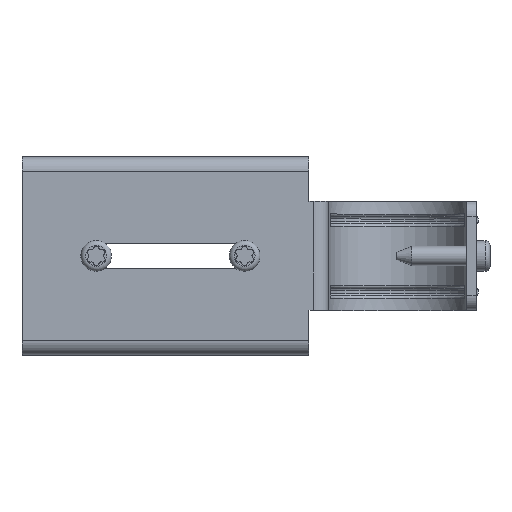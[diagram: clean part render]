
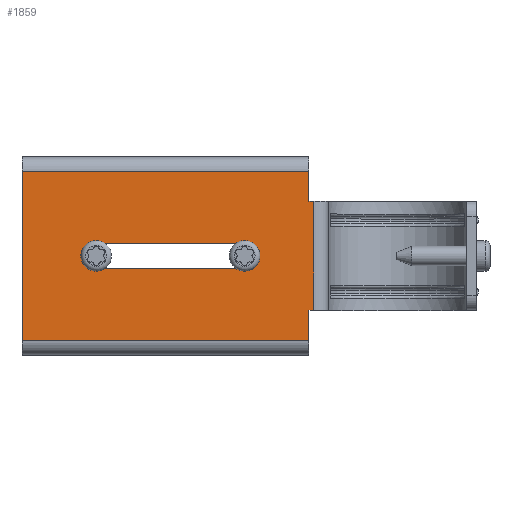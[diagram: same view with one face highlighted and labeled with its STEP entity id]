
A CAD part, top view. The second image highlights one B-rep face of the part: STEP entity #1859.
In plain terms, the highlighted face is planar.
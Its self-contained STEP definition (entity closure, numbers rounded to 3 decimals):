
#58=FACE_BOUND('',#393,.T.);
#64=CIRCLE('',#1933,2.6);
#66=CIRCLE('',#1937,2.6);
#286=FACE_OUTER_BOUND('',#392,.T.);
#392=EDGE_LOOP('',(#1543,#1544,#1545,#1546,#1547,#1548,#1549,#1550));
#393=EDGE_LOOP('',(#1551,#1552,#1553,#1554));
#432=LINE('',#2779,#584);
#436=LINE('',#2791,#588);
#470=LINE('',#3035,#622);
#477=LINE('',#3054,#629);
#484=LINE('',#3070,#636);
#485=LINE('',#3073,#637);
#498=LINE('',#3114,#650);
#528=LINE('',#3188,#680);
#529=LINE('',#3191,#681);
#530=LINE('',#3192,#682);
#584=VECTOR('',#2166,10.);
#588=VECTOR('',#2178,10.);
#622=VECTOR('',#2418,10.);
#629=VECTOR('',#2437,10.);
#636=VECTOR('',#2456,10.);
#637=VECTOR('',#2459,10.);
#650=VECTOR('',#2490,10.);
#680=VECTOR('',#2570,10.);
#681=VECTOR('',#2573,10.);
#682=VECTOR('',#2574,10.);
#736=VERTEX_POINT('',#2776);
#737=VERTEX_POINT('',#2778);
#739=VERTEX_POINT('',#2784);
#741=VERTEX_POINT('',#2790);
#811=VERTEX_POINT('',#3032);
#812=VERTEX_POINT('',#3034);
#817=VERTEX_POINT('',#3051);
#818=VERTEX_POINT('',#3053);
#822=VERTEX_POINT('',#3072);
#841=VERTEX_POINT('',#3112);
#860=VERTEX_POINT('',#3186);
#861=VERTEX_POINT('',#3190);
#919=EDGE_CURVE('',#737,#736,#432,.T.);
#922=EDGE_CURVE('',#739,#737,#64,.T.);
#925=EDGE_CURVE('',#741,#739,#436,.T.);
#928=EDGE_CURVE('',#736,#741,#66,.T.);
#1029=EDGE_CURVE('',#811,#812,#470,.T.);
#1039=EDGE_CURVE('',#817,#818,#477,.T.);
#1047=EDGE_CURVE('',#817,#812,#484,.T.);
#1048=EDGE_CURVE('',#818,#822,#485,.T.);
#1069=EDGE_CURVE('',#841,#811,#498,.T.);
#1106=EDGE_CURVE('',#860,#822,#528,.T.);
#1107=EDGE_CURVE('',#861,#860,#529,.T.);
#1108=EDGE_CURVE('',#861,#841,#530,.T.);
#1543=ORIENTED_EDGE('',*,*,#1107,.T.);
#1544=ORIENTED_EDGE('',*,*,#1106,.T.);
#1545=ORIENTED_EDGE('',*,*,#1048,.F.);
#1546=ORIENTED_EDGE('',*,*,#1039,.F.);
#1547=ORIENTED_EDGE('',*,*,#1047,.T.);
#1548=ORIENTED_EDGE('',*,*,#1029,.F.);
#1549=ORIENTED_EDGE('',*,*,#1069,.F.);
#1550=ORIENTED_EDGE('',*,*,#1108,.F.);
#1551=ORIENTED_EDGE('',*,*,#925,.T.);
#1552=ORIENTED_EDGE('',*,*,#922,.T.);
#1553=ORIENTED_EDGE('',*,*,#919,.T.);
#1554=ORIENTED_EDGE('',*,*,#928,.T.);
#1775=PLANE('',#2085);
#1859=ADVANCED_FACE('',(#286,#58),#1775,.T.);
#1933=AXIS2_PLACEMENT_3D('',#2785,#2172,#2173);
#1937=AXIS2_PLACEMENT_3D('',#2795,#2184,#2185);
#2085=AXIS2_PLACEMENT_3D('',#3189,#2571,#2572);
#2166=DIRECTION('',(1.,0.,0.));
#2172=DIRECTION('center_axis',(0.,1.,0.));
#2173=DIRECTION('ref_axis',(0.,0.,-1.));
#2178=DIRECTION('',(-1.,0.,0.));
#2184=DIRECTION('center_axis',(0.,1.,0.));
#2185=DIRECTION('ref_axis',(0.,0.,1.));
#2418=DIRECTION('',(1.,0.,0.));
#2437=DIRECTION('',(-1.,0.,0.));
#2456=DIRECTION('',(0.,0.,1.));
#2459=DIRECTION('',(0.,0.,-1.));
#2490=DIRECTION('',(0.,0.,-1.));
#2570=DIRECTION('',(1.,0.,0.));
#2571=DIRECTION('center_axis',(0.,-1.,0.));
#2572=DIRECTION('ref_axis',(0.,0.,-1.));
#2573=DIRECTION('',(0.,0.,-1.));
#2574=DIRECTION('',(1.,0.,0.));
#2776=CARTESIAN_POINT('',(45.,0.,2.6));
#2778=CARTESIAN_POINT('',(15.,0.,2.6));
#2779=CARTESIAN_POINT('',(7.5,0.,2.6));
#2784=CARTESIAN_POINT('',(15.,0.,-2.6));
#2785=CARTESIAN_POINT('Origin',(15.,0.,0.));
#2790=CARTESIAN_POINT('',(45.,0.,-2.6));
#2791=CARTESIAN_POINT('',(22.5,0.,-2.6));
#2795=CARTESIAN_POINT('Origin',(45.,0.,0.));
#3032=CARTESIAN_POINT('',(58.,0.,11.));
#3034=CARTESIAN_POINT('',(59.,0.,11.));
#3035=CARTESIAN_POINT('',(58.,0.,11.));
#3051=CARTESIAN_POINT('',(59.,0.,-11.));
#3053=CARTESIAN_POINT('',(58.,0.,-11.));
#3054=CARTESIAN_POINT('',(58.,0.,-11.));
#3070=CARTESIAN_POINT('',(59.,0.,0.));
#3072=CARTESIAN_POINT('',(58.,0.,-17.1));
#3073=CARTESIAN_POINT('',(58.,0.,17.1));
#3112=CARTESIAN_POINT('',(58.,0.,17.1));
#3114=CARTESIAN_POINT('',(58.,0.,17.1));
#3186=CARTESIAN_POINT('',(0.,0.,-17.1));
#3188=CARTESIAN_POINT('',(0.,0.,-17.1));
#3189=CARTESIAN_POINT('Origin',(0.,0.,17.1));
#3190=CARTESIAN_POINT('',(0.,0.,17.1));
#3191=CARTESIAN_POINT('',(0.,0.,17.1));
#3192=CARTESIAN_POINT('',(0.,0.,17.1));
